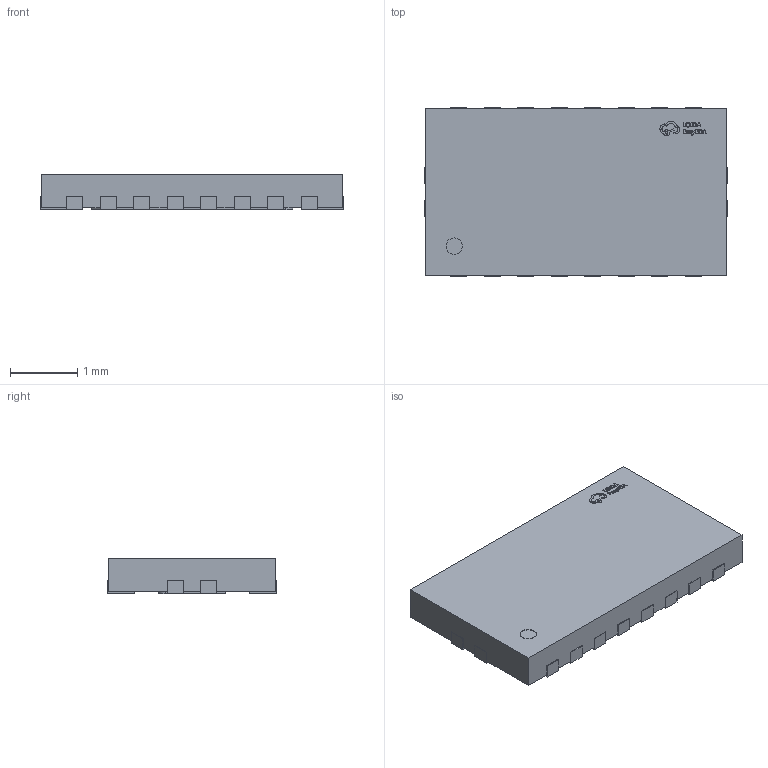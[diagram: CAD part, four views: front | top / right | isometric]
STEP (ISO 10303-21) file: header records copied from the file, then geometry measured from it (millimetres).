
FILE_DESCRIPTION (( 'STEP AP214' ), '1' );
FILE_NAME ('TQFN-20_L4.5-W2.5-P0.50-BL-EP3.0.step', '2022-07-15T03:54:20', ( '' ), ( '' ), 'SwSTEP 2.0', 'SolidWorks 2020', '' );
FILE_SCHEMA (( 'AUTOMOTIVE_DESIGN' ));
Length unit declared in the file: millimetre
Products named in the file (1): TQFN-20_L4.5-W2.5-P0.50-BL-EP3.0
Bounding box: 4.52 x 2.52 x 0.53 mm (x, y, z)
Volume: 5.8 mm3; surface area: 30.8 mm2
Topology: 14 solids, 14 shells, 428 faces, 1173 edges, 782 vertices
Faces by surface type: plane 311, bspline 112, cylinder 5
Entity records: 19482 total; most frequent: CARTESIAN_POINT 4488, ORIENTED_EDGE 2346, DIRECTION 1589, EDGE_CURVE 1173, LINE 935, VECTOR 935, VERTEX_POINT 782, EDGE_LOOP 449
